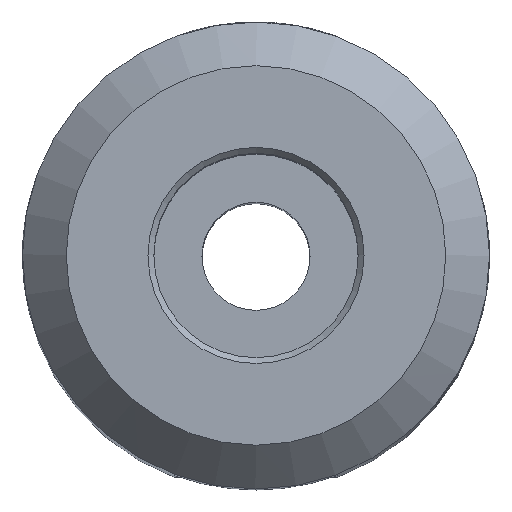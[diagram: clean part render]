
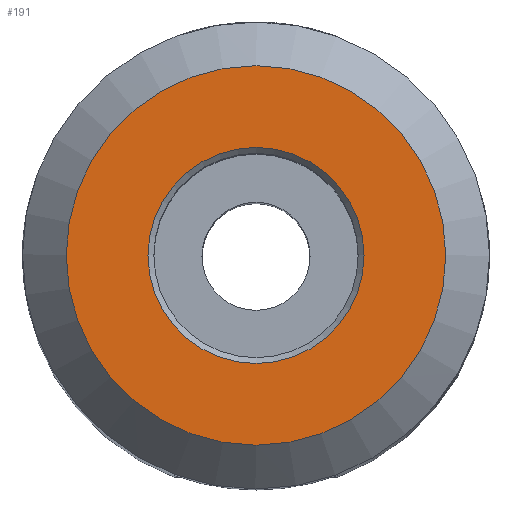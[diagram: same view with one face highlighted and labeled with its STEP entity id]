
A CAD part, top view. The second image highlights one B-rep face of the part: STEP entity #191.
In plain terms, the highlighted planar face has unit normal (0, 0, 1).
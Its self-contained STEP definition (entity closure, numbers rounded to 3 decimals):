
#3 = CARTESIAN_POINT ( 'NONE',  ( 0., 0., 60. ) ) ;
#21 = CIRCLE ( 'NONE', #656, 6.5 ) ;
#31 = EDGE_LOOP ( 'NONE', ( #227 ) ) ;
#41 = DIRECTION ( 'NONE',  ( 0., 0., 1. ) ) ;
#87 = DIRECTION ( 'NONE',  ( 1., 0., 0. ) ) ;
#109 = FACE_BOUND ( 'NONE', #31, .T. ) ;
#124 = DIRECTION ( 'NONE',  ( 1., 0., 0. ) ) ;
#135 = CARTESIAN_POINT ( 'NONE',  ( 6.5, 0., 60. ) ) ;
#144 = VERTEX_POINT ( 'NONE', #844 ) ;
#191 = ADVANCED_FACE ( 'NONE', ( #109, #366 ), #563, .T. ) ;
#227 = ORIENTED_EDGE ( 'NONE', *, *, #1055, .T. ) ;
#271 = EDGE_CURVE ( 'NONE', #297, #297, #21, .T. ) ;
#280 = EDGE_LOOP ( 'NONE', ( #615 ) ) ;
#286 = CARTESIAN_POINT ( 'NONE',  ( 0., 0., 60. ) ) ;
#297 = VERTEX_POINT ( 'NONE', #135 ) ;
#366 = FACE_OUTER_BOUND ( 'NONE', #280, .T. ) ;
#435 = CIRCLE ( 'NONE', #998, 3.7 ) ;
#547 = DIRECTION ( 'NONE',  ( 0., 0., -1. ) ) ;
#563 = PLANE ( 'NONE',  #708 ) ;
#615 = ORIENTED_EDGE ( 'NONE', *, *, #271, .T. ) ;
#655 = DIRECTION ( 'NONE',  ( 1., 0., 0. ) ) ;
#656 = AXIS2_PLACEMENT_3D ( 'NONE', #3, #861, #87 ) ;
#708 = AXIS2_PLACEMENT_3D ( 'NONE', #286, #41, #124 ) ;
#844 = CARTESIAN_POINT ( 'NONE',  ( 3.7, 0., 60. ) ) ;
#861 = DIRECTION ( 'NONE',  ( 0., 0., 1. ) ) ;
#911 = CARTESIAN_POINT ( 'NONE',  ( 0., 0., 60. ) ) ;
#998 = AXIS2_PLACEMENT_3D ( 'NONE', #911, #547, #655 ) ;
#1055 = EDGE_CURVE ( 'NONE', #144, #144, #435, .T. ) ;
